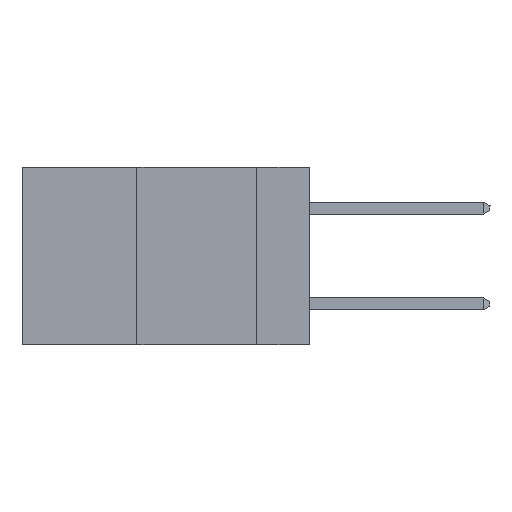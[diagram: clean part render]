
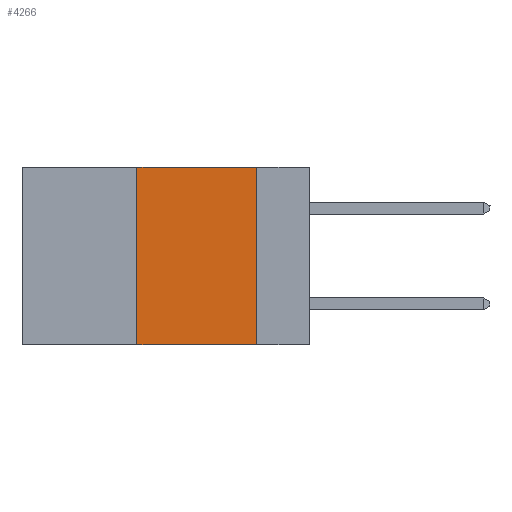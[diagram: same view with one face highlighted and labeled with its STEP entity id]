
A CAD part, left-side view. The second image highlights one B-rep face of the part: STEP entity #4266.
In plain terms, the highlighted planar face has unit normal (-1, 0, 0).
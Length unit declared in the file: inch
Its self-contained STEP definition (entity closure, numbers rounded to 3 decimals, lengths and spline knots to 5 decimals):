
#286 = ORIENTED_EDGE ( 'NONE', *, *, #7198, .F. ) ;
#412 = LINE ( 'NONE', #836, #588 ) ;
#588 = VECTOR ( 'NONE', #2276, 39.37008 ) ;
#836 = CARTESIAN_POINT ( 'NONE',  ( 0., 0.36, 0. ) ) ;
#2242 = LINE ( 'NONE', #5061, #5731 ) ;
#2276 = DIRECTION ( 'NONE',  ( 0., 0., 1. ) ) ;
#2367 = FACE_OUTER_BOUND ( 'NONE', #11782, .T. ) ;
#2598 = LINE ( 'NONE', #13727, #14293 ) ;
#2767 = AXIS2_PLACEMENT_3D ( 'NONE', #16503, #17954, #18172 ) ;
#2882 = ORIENTED_EDGE ( 'NONE', *, *, #18589, .F. ) ;
#4266 = ADVANCED_FACE ( 'NONE', ( #2367 ), #5499, .F. ) ;
#5035 = ORIENTED_EDGE ( 'NONE', *, *, #11891, .F. ) ;
#5061 = CARTESIAN_POINT ( 'NONE',  ( 0., 0.11, 0. ) ) ;
#5499 = PLANE ( 'NONE',  #2767 ) ;
#5731 = VECTOR ( 'NONE', #8599, 39.37008 ) ;
#5858 = VERTEX_POINT ( 'NONE', #13705 ) ;
#7198 = EDGE_CURVE ( 'NONE', #5858, #10511, #18792, .T. ) ;
#8011 = CARTESIAN_POINT ( 'NONE',  ( 0., 0.11, 0. ) ) ;
#8599 = DIRECTION ( 'NONE',  ( 0., 0., -1. ) ) ;
#9505 = CARTESIAN_POINT ( 'NONE',  ( 0., 0.11, -0.37 ) ) ;
#9903 = ORIENTED_EDGE ( 'NONE', *, *, #18430, .T. ) ;
#10025 = VERTEX_POINT ( 'NONE', #9505 ) ;
#10511 = VERTEX_POINT ( 'NONE', #8011 ) ;
#10598 = CARTESIAN_POINT ( 'NONE',  ( 0., 0.6, 0. ) ) ;
#11782 = EDGE_LOOP ( 'NONE', ( #2882, #286, #5035, #9903 ) ) ;
#11797 = VERTEX_POINT ( 'NONE', #18912 ) ;
#11891 = EDGE_CURVE ( 'NONE', #11797, #5858, #412, .T. ) ;
#12259 = DIRECTION ( 'NONE',  ( 0., -1., 0. ) ) ;
#13705 = CARTESIAN_POINT ( 'NONE',  ( 0., 0.36, 0. ) ) ;
#13708 = DIRECTION ( 'NONE',  ( 0., -1., 0. ) ) ;
#13727 = CARTESIAN_POINT ( 'NONE',  ( 0., 0.6, -0.37 ) ) ;
#14293 = VECTOR ( 'NONE', #12259, 39.37008 ) ;
#16503 = CARTESIAN_POINT ( 'NONE',  ( 0., 0.6, 0. ) ) ;
#16630 = VECTOR ( 'NONE', #13708, 39.37008 ) ;
#17954 = DIRECTION ( 'NONE',  ( 1., 0., 0. ) ) ;
#18172 = DIRECTION ( 'NONE',  ( 0., 0., -1. ) ) ;
#18430 = EDGE_CURVE ( 'NONE', #11797, #10025, #2598, .T. ) ;
#18589 = EDGE_CURVE ( 'NONE', #10511, #10025, #2242, .T. ) ;
#18792 = LINE ( 'NONE', #10598, #16630 ) ;
#18912 = CARTESIAN_POINT ( 'NONE',  ( 0., 0.36, -0.37 ) ) ;
